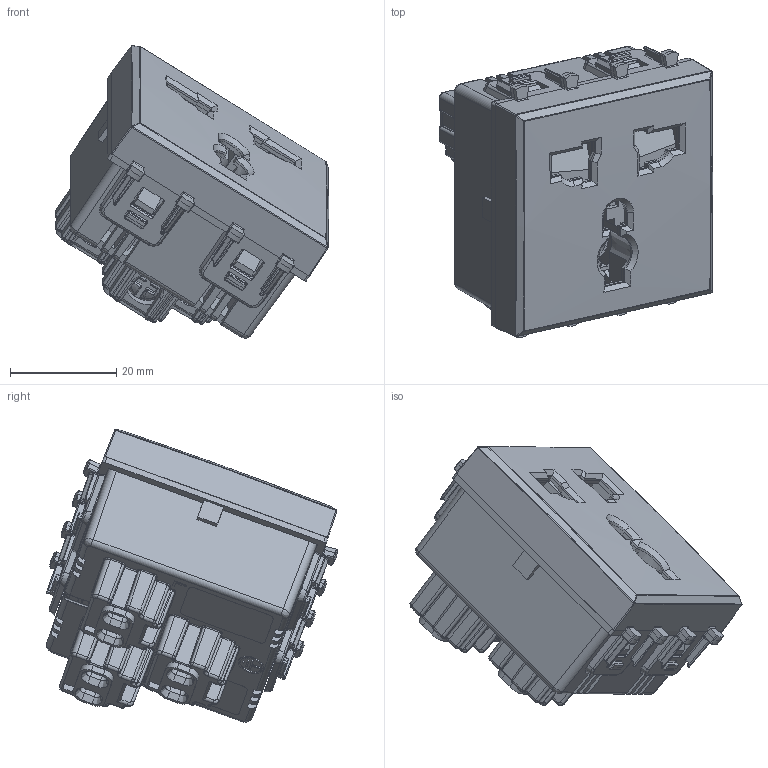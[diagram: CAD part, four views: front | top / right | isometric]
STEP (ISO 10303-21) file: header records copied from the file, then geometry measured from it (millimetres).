
FILE_DESCRIPTION(('CATIA V5 STEP Exchange'),'2;1');
FILE_NAME('445059TS.stp','2024-03-06T10:10:46+00:00',('none'),('none'),'CATIA Version 5-6 Release 2016 SP6','CATIA V5 STEP AP203','none');
FILE_SCHEMA(('CONFIG_CONTROL_DESIGN'));
Products named in the file (1): STP.
Assembly tree (7 placements, depth 2):
  STP.
    #57
    #45842
    #90067
    #96406
    #102745
    #110748
    #113071
Bounding box: 51.59 x 54.9 x 55.12 mm (x, y, z)
Volume: 21925.7 mm3; surface area: 34753.6 mm2
Topology: 19 solids, 19 shells, 2978 faces, 7850 edges, 4737 vertices
Faces by surface type: plane 1350, cylinder 975, bspline 361, sphere 148, cone 86, torus 52, revolution 6
Entity records: 115212 total; most frequent: CARTESIAN_POINT 51283, ORIENTED_EDGE 15358, DIRECTION 9422, EDGE_CURVE 7679, VERTEX_POINT 4737, VECTOR 3875, LINE 3875, AXIS2_PLACEMENT_3D 3355
